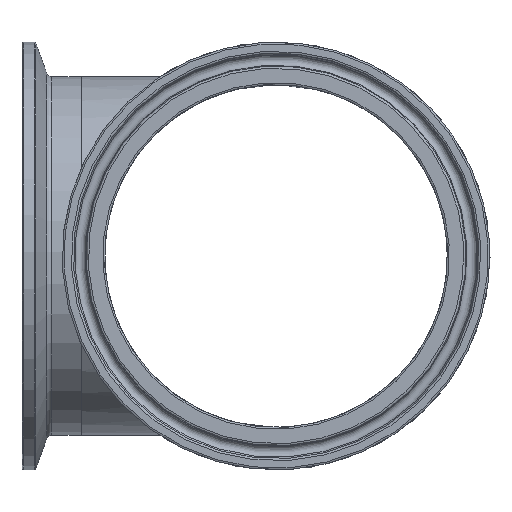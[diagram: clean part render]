
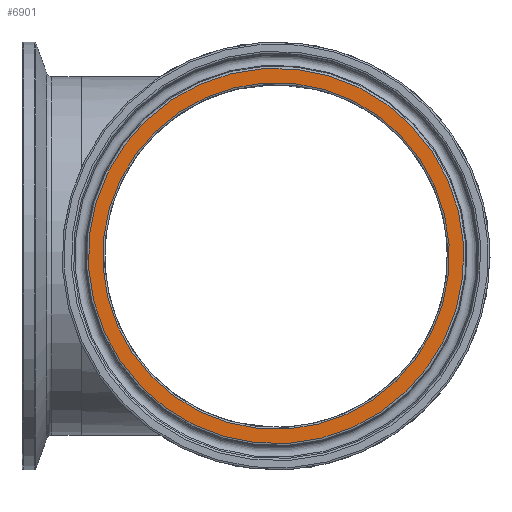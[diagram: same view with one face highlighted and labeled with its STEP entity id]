
A CAD part, left-side view. The second image highlights one B-rep face of the part: STEP entity #6901.
In plain terms, the highlighted planar face has unit normal (-1, 0, 0).
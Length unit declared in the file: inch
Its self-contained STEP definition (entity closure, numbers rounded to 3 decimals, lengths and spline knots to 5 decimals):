
#165=FACE_BOUND('',#1352,.T.);
#316=PLANE('',#7308);
#874=FACE_OUTER_BOUND('',#1351,.T.);
#1351=EDGE_LOOP('',(#6357));
#1352=EDGE_LOOP('',(#6358));
#1531=CIRCLE('',#7307,1.45);
#1532=CIRCLE('',#7309,1.57066);
#3423=VERTEX_POINT('',#15087);
#3424=VERTEX_POINT('',#15090);
#4405=EDGE_CURVE('',#3423,#3423,#1531,.T.);
#4406=EDGE_CURVE('',#3424,#3424,#1532,.T.);
#6357=ORIENTED_EDGE('',*,*,#4406,.F.);
#6358=ORIENTED_EDGE('',*,*,#4405,.F.);
#6901=ADVANCED_FACE('',(#874,#165),#316,.T.);
#7307=AXIS2_PLACEMENT_3D('',#15088,#8545,#8546);
#7308=AXIS2_PLACEMENT_3D('',#15089,#8547,#8548);
#7309=AXIS2_PLACEMENT_3D('',#15091,#8549,#8550);
#8545=DIRECTION('center_axis',(-1.,0.,0.));
#8546=DIRECTION('ref_axis',(0.,-0.831,0.556));
#8547=DIRECTION('center_axis',(-1.,0.,0.));
#8548=DIRECTION('ref_axis',(0.,0.556,0.831));
#8549=DIRECTION('center_axis',(1.,0.,0.));
#8550=DIRECTION('ref_axis',(0.,-0.831,0.556));
#15087=CARTESIAN_POINT('',(-3.875,1.20504,-0.80646));
#15088=CARTESIAN_POINT('Origin',(-3.875,0.,0.));
#15089=CARTESIAN_POINT('Origin',(-3.875,1.31695,-0.88135));
#15090=CARTESIAN_POINT('',(-3.875,1.30531,-0.87356));
#15091=CARTESIAN_POINT('Origin',(-3.875,0.,0.));
